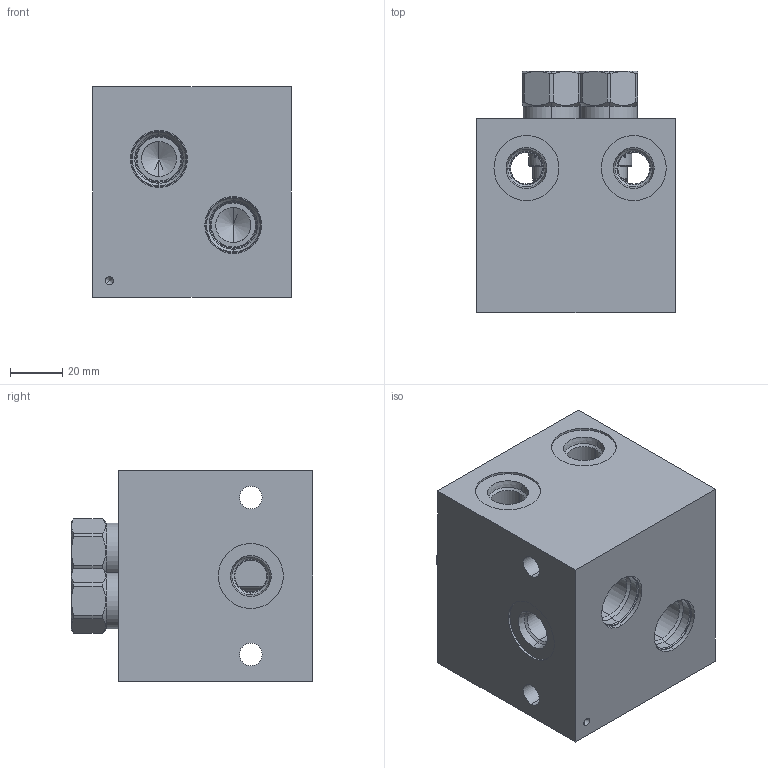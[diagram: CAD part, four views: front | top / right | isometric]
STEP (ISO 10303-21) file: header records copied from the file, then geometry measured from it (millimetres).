
FILE_DESCRIPTION((''),'2;1');
FILE_NAME('FMI_ASM','2022-02-03T',('ProEService'),(''),'PRO/ENGINEER BY PARAMETRIC TECHNOLOGY CORPORATION, 2014200','PRO/ENGINEER BY PARAMETRIC TECHNOLOGY CORPORATION, 2014200','');
FILE_SCHEMA(('CONFIG_CONTROL_DESIGN'));
Length unit declared in the file: inch
Products named in the file (3): 151-170-004; CXDAXAN; FMI_ASM
Assembly tree (3 placements, depth 2):
  FMI_ASM
    151-170-004
    CXDAXAN  x2
Bounding box: 76.2 x 92.89 x 80.98 mm (x, y, z)
Volume: 400621.1 mm3; surface area: 70135.3 mm2
Topology: 5 solids, 5 shells, 563 faces, 1583 edges, 1174 vertices
Faces by surface type: cylinder 273, cone 144, plane 82, torus 52, revolution 12
Entity records: 14796 total; most frequent: CARTESIAN_POINT 4913, DIRECTION 2114, ORIENTED_EDGE 1728, EDGE_CURVE 864, AXIS2_PLACEMENT_3D 782, VECTOR 544, LINE 544, VERTEX_POINT 526
